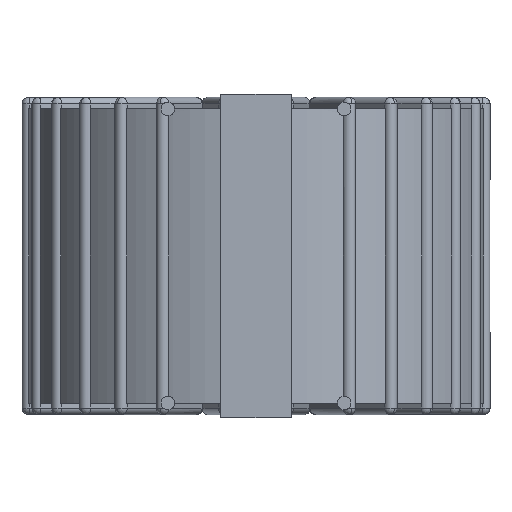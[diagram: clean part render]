
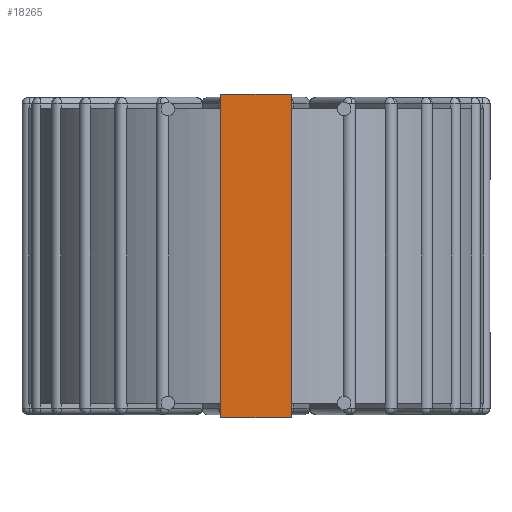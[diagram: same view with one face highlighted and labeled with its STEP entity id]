
A CAD part, front view. The second image highlights one B-rep face of the part: STEP entity #18265.
In plain terms, the highlighted planar face has unit normal (0, -1, 0).
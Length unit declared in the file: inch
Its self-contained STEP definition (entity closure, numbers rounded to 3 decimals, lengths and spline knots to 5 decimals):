
#41=DIRECTION('',(0.,0.,-1.));
#42=VECTOR('',#41,0.55);
#43=CARTESIAN_POINT('',(0.06,-0.4,0.275));
#44=LINE('',#43,#42);
#530=DIRECTION('',(0.,0.,-1.));
#531=VECTOR('',#530,0.55);
#532=CARTESIAN_POINT('',(-0.06,-0.4,0.275));
#533=LINE('',#532,#531);
#7437=DIRECTION('',(1.,0.,0.));
#7438=VECTOR('',#7437,0.12);
#7439=CARTESIAN_POINT('',(-0.06,-0.4,0.275));
#7440=LINE('',#7439,#7438);
#7445=DIRECTION('',(1.,0.,0.));
#7446=VECTOR('',#7445,0.12);
#7447=CARTESIAN_POINT('',(-0.06,-0.4,-0.275));
#7448=LINE('',#7447,#7446);
#8937=CARTESIAN_POINT('',(-0.06,-0.4,0.275));
#8938=CARTESIAN_POINT('',(-0.06,-0.4,-0.275));
#8939=VERTEX_POINT('',#8937);
#8940=VERTEX_POINT('',#8938);
#8945=CARTESIAN_POINT('',(0.06,-0.4,0.275));
#8946=CARTESIAN_POINT('',(0.06,-0.4,-0.275));
#8947=VERTEX_POINT('',#8945);
#8948=VERTEX_POINT('',#8946);
#18253=CARTESIAN_POINT('',(-0.06,-0.4,0.275));
#18254=DIRECTION('',(0.,-1.,0.));
#18255=DIRECTION('',(0.,0.,-1.));
#18256=AXIS2_PLACEMENT_3D('',#18253,#18254,#18255);
#18257=PLANE('',#18256);
#18258=ORIENTED_EDGE('',*,*,#10158,.F.);
#18259=ORIENTED_EDGE('',*,*,#18247,.T.);
#18260=ORIENTED_EDGE('',*,*,#9249,.T.);
#18262=ORIENTED_EDGE('',*,*,#18261,.F.);
#18263=EDGE_LOOP('',(#18258,#18259,#18260,#18262));
#18264=FACE_OUTER_BOUND('',#18263,.F.);
#9249=EDGE_CURVE('',#8947,#8948,#44,.T.);
#10158=EDGE_CURVE('',#8939,#8940,#533,.T.);
#18247=EDGE_CURVE('',#8939,#8947,#7440,.T.);
#18261=EDGE_CURVE('',#8940,#8948,#7448,.T.);
#18265=ADVANCED_FACE('',(#18264),#18257,.T.);
